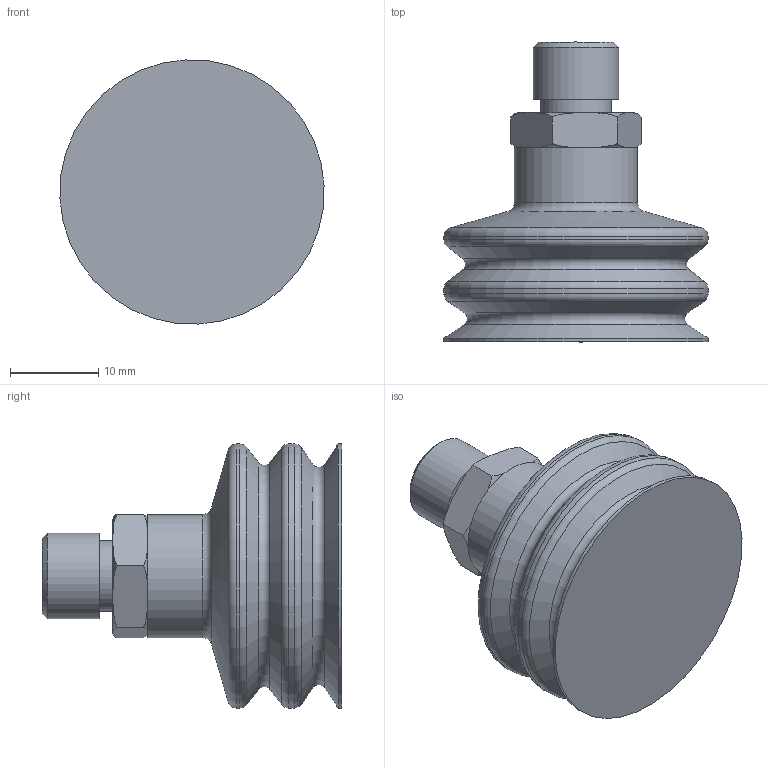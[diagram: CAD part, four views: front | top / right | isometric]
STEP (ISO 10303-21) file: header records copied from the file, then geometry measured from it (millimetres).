
FILE_DESCRIPTION(/* description */ (''),/* implementation_level */ '2;1');
FILE_NAME(/* name */ 'vf30pur_rac15r1-8m.stp',/* time_stamp */ '2020-09-22T14:49:35+02:00',/* author */ ('enginyeria'),/* organization */ (''),/* preprocessor_version */ 'ST-DEVELOPER v17.2',/* originating_system */ 'Autodesk Inventor 2019',/* authorisation */ '');
FILE_SCHEMA (('CONFIG_CONTROL_DESIGN'));
Length unit declared in the file: millimetre
Products named in the file (1): vf30pur_rac15r1-8m
Bounding box: 29.96 x 34 x 29.96 mm (x, y, z)
Volume: 10836.7 mm3; surface area: 3799.5 mm2
Topology: 1 solids, 1 shells, 35 faces, 110 edges, 80 vertices
Faces by surface type: plane 11, torus 9, cone 8, cylinder 7
Full cylindrical faces by diameter (mm): 3 x1, 8 x1, 9.73 x1, 14 x1, 30 x3
Entity records: 1659 total; most frequent: CARTESIAN_POINT 528, DIRECTION 241, ORIENTED_EDGE 218, AXIS2_PLACEMENT_3D 110, EDGE_CURVE 109, VERTEX_POINT 80, CIRCLE 74, EDGE_LOOP 39
